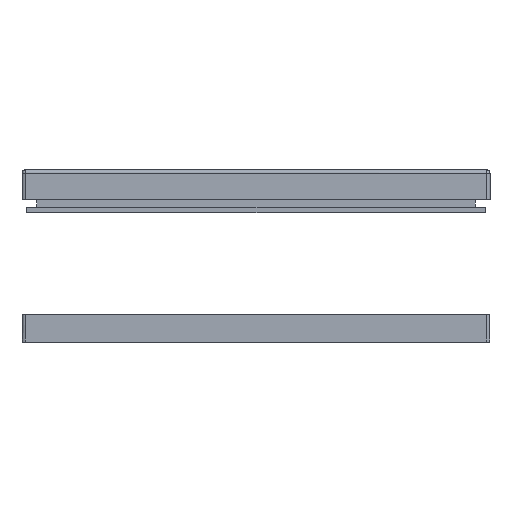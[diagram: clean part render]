
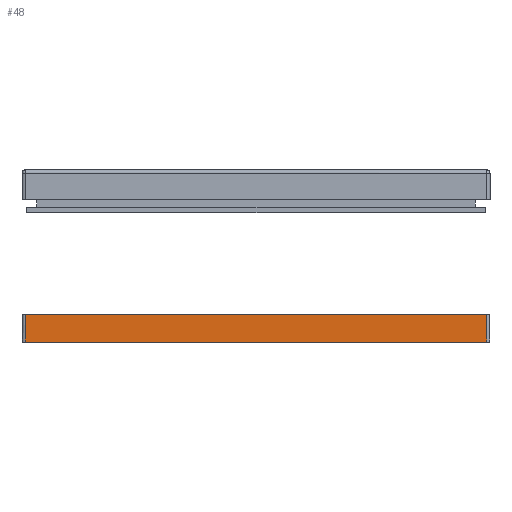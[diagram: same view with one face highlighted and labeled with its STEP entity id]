
A CAD part, front view. The second image highlights one B-rep face of the part: STEP entity #48.
In plain terms, the highlighted free-form (B-spline) face has degree [1, 1] with [2, 2] control points.
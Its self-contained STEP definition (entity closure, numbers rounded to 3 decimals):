
#48=ADVANCED_FACE('',(#129),#2789,.T.);
#129=FACE_OUTER_BOUND('',#216,.T.);
#216=EDGE_LOOP('',(#391,#392,#393,#394));
#391=ORIENTED_EDGE('',*,*,#1834,.F.);
#392=ORIENTED_EDGE('',*,*,#1871,.T.);
#393=ORIENTED_EDGE('',*,*,#1824,.F.);
#394=ORIENTED_EDGE('',*,*,#1872,.T.);
#766=PCURVE('',#2775,#1190);
#779=PCURVE('',#2776,#1203);
#857=PCURVE('',#2789,#1281);
#858=PCURVE('',#2789,#1282);
#859=PCURVE('',#2789,#1283);
#860=PCURVE('',#2789,#1284);
#861=PCURVE('',#2755,#1285);
#865=PCURVE('',#2756,#1289);
#1190=DEFINITIONAL_REPRESENTATION('',(#2053),#5331);
#1203=DEFINITIONAL_REPRESENTATION('',(#2067),#5331);
#1281=DEFINITIONAL_REPRESENTATION('',(#2167),#5331);
#1282=DEFINITIONAL_REPRESENTATION('',(#2169),#5331);
#1283=DEFINITIONAL_REPRESENTATION('',(#2170),#5331);
#1284=DEFINITIONAL_REPRESENTATION('',(#2172),#5331);
#1285=DEFINITIONAL_REPRESENTATION('',(#2173),#5331);
#1289=DEFINITIONAL_REPRESENTATION('',(#2177),#5331);
#1612=SURFACE_CURVE('',#2052,(#766,#859),.PCURVE_S1.);
#1622=SURFACE_CURVE('',#2066,(#779,#857),.PCURVE_S1.);
#1659=SURFACE_CURVE('',#2168,(#858,#865),.PCURVE_S1.);
#1660=SURFACE_CURVE('',#2171,(#860,#861),.PCURVE_S1.);
#1824=EDGE_CURVE('',#2645,#2646,#1612,.T.);
#1834=EDGE_CURVE('',#2648,#2647,#1622,.T.);
#1871=EDGE_CURVE('',#2648,#2646,#1659,.T.);
#1872=EDGE_CURVE('',#2645,#2647,#1660,.T.);
#2052=B_SPLINE_CURVE_WITH_KNOTS('',1,(#3145,#3146),.UNSPECIFIED.,.F.,.F.,
(2,2),(-144.,-1.),.UNSPECIFIED.);
#2053=B_SPLINE_CURVE_WITH_KNOTS('',1,(#3147,#3148),.UNSPECIFIED.,.F.,.F.,
(2,2),(-144.,-1.),.UNSPECIFIED.);
#2066=B_SPLINE_CURVE_WITH_KNOTS('',1,(#3266,#3267),.UNSPECIFIED.,.F.,.F.,
(2,2),(1.,144.),.UNSPECIFIED.);
#2067=B_SPLINE_CURVE_WITH_KNOTS('',1,(#3268,#3269),.UNSPECIFIED.,.F.,.F.,
(2,2),(1.,144.),.UNSPECIFIED.);
#2167=B_SPLINE_CURVE_WITH_KNOTS('',1,(#3622,#3623),.UNSPECIFIED.,.F.,.F.,
(2,2),(1.,144.),.UNSPECIFIED.);
#2168=B_SPLINE_CURVE_WITH_KNOTS('',1,(#3624,#3625),.UNSPECIFIED.,.F.,.F.,
(2,2),(-8.58,0.),.UNSPECIFIED.);
#2169=B_SPLINE_CURVE_WITH_KNOTS('',3,(#3626,#3627,#3628,#3629),
 .UNSPECIFIED.,.F.,.F.,(4,4),(-8.58,0.),.UNSPECIFIED.);
#2170=B_SPLINE_CURVE_WITH_KNOTS('',1,(#3630,#3631),.UNSPECIFIED.,.F.,.F.,
(2,2),(-144.,-1.),.UNSPECIFIED.);
#2171=B_SPLINE_CURVE_WITH_KNOTS('',1,(#3632,#3633),.UNSPECIFIED.,.F.,.F.,
(2,2),(-8.58,0.),.UNSPECIFIED.);
#2172=B_SPLINE_CURVE_WITH_KNOTS('',3,(#3634,#3635,#3636,#3637),
 .UNSPECIFIED.,.F.,.F.,(4,4),(-8.58,0.),.UNSPECIFIED.);
#2173=B_SPLINE_CURVE_WITH_KNOTS('',1,(#3638,#3639),.UNSPECIFIED.,.F.,.F.,
(2,2),(-8.58,0.),.UNSPECIFIED.);
#2177=B_SPLINE_CURVE_WITH_KNOTS('',1,(#3646,#3647),.UNSPECIFIED.,.F.,.F.,
(2,2),(-8.58,0.),.UNSPECIFIED.);
#2645=VERTEX_POINT('',#3014);
#2646=VERTEX_POINT('',#3015);
#2647=VERTEX_POINT('',#3016);
#2648=VERTEX_POINT('',#3017);
#2755=(
BOUNDED_SURFACE()
B_SPLINE_SURFACE(1,2,((#2952,#2953,#2954),(#2955,#2956,#2957)),
 .UNSPECIFIED.,.F.,.F.,.F.)
B_SPLINE_SURFACE_WITH_KNOTS((2,2),(3,3),(-20.2,28.78),(0.,1.571),
 .UNSPECIFIED.)
GEOMETRIC_REPRESENTATION_ITEM()
RATIONAL_B_SPLINE_SURFACE(((1.,0.707,1.),(1.,0.707,
1.)))
REPRESENTATION_ITEM('')
SURFACE()
);
#2756=(
BOUNDED_SURFACE()
B_SPLINE_SURFACE(1,2,((#2958,#2959,#2960),(#2961,#2962,#2963)),
 .UNSPECIFIED.,.F.,.F.,.F.)
B_SPLINE_SURFACE_WITH_KNOTS((2,2),(3,3),(-20.2,28.78),(0.,1.571),
 .UNSPECIFIED.)
GEOMETRIC_REPRESENTATION_ITEM()
RATIONAL_B_SPLINE_SURFACE(((1.,0.707,1.),(1.,0.707,
1.)))
REPRESENTATION_ITEM('')
SURFACE()
);
#2775=B_SPLINE_SURFACE_WITH_KNOTS('',1,1,((#2872,#2873),(#2874,#2875)),
 .UNSPECIFIED.,.F.,.F.,.F.,(2,2),(2,2),(0.,165.),(0.,145.),
 .UNSPECIFIED.);
#2776=B_SPLINE_SURFACE_WITH_KNOTS('',1,1,((#2876,#2877),(#2878,#2879)),
 .UNSPECIFIED.,.F.,.F.,.F.,(2,2),(2,2),(0.,145.),(0.,165.),
 .UNSPECIFIED.);
#2789=B_SPLINE_SURFACE_WITH_KNOTS('',1,1,((#2948,#2949),(#2950,#2951)),
 .UNSPECIFIED.,.F.,.F.,.F.,(2,2),(2,2),(0.,145.),(0.,8.58),
 .UNSPECIFIED.);
#2872=CARTESIAN_POINT('',(-71.,-79.,0.));
#2873=CARTESIAN_POINT('',(74.,-79.,0.));
#2874=CARTESIAN_POINT('',(-71.,86.,0.));
#2875=CARTESIAN_POINT('',(74.,86.,0.));
#2876=CARTESIAN_POINT('',(-71.,-79.,8.58));
#2877=CARTESIAN_POINT('',(-71.,86.,8.58));
#2878=CARTESIAN_POINT('',(74.,-79.,8.58));
#2879=CARTESIAN_POINT('',(74.,86.,8.58));
#2948=CARTESIAN_POINT('',(-71.,-79.,0.));
#2949=CARTESIAN_POINT('',(-71.,-79.,8.58));
#2950=CARTESIAN_POINT('',(74.,-79.,0.));
#2951=CARTESIAN_POINT('',(74.,-79.,8.58));
#2952=CARTESIAN_POINT('',(73.,-79.,28.78));
#2953=CARTESIAN_POINT('',(74.,-79.,28.78));
#2954=CARTESIAN_POINT('',(74.,-78.,28.78));
#2955=CARTESIAN_POINT('',(73.,-79.,-20.2));
#2956=CARTESIAN_POINT('',(74.,-79.,-20.2));
#2957=CARTESIAN_POINT('',(74.,-78.,-20.2));
#2958=CARTESIAN_POINT('',(-70.,-79.,-20.2));
#2959=CARTESIAN_POINT('',(-71.,-79.,-20.2));
#2960=CARTESIAN_POINT('',(-71.,-78.,-20.2));
#2961=CARTESIAN_POINT('',(-70.,-79.,28.78));
#2962=CARTESIAN_POINT('',(-71.,-79.,28.78));
#2963=CARTESIAN_POINT('',(-71.,-78.,28.78));
#3014=CARTESIAN_POINT('',(73.,-79.,0.));
#3015=CARTESIAN_POINT('',(-70.,-79.,0.));
#3016=CARTESIAN_POINT('',(73.,-79.,8.58));
#3017=CARTESIAN_POINT('',(-70.,-79.,8.58));
#3145=CARTESIAN_POINT('',(73.,-79.,0.));
#3146=CARTESIAN_POINT('',(-70.,-79.,0.));
#3147=CARTESIAN_POINT('',(0.,144.));
#3148=CARTESIAN_POINT('',(0.,1.));
#3266=CARTESIAN_POINT('',(-70.,-79.,8.58));
#3267=CARTESIAN_POINT('',(73.,-79.,8.58));
#3268=CARTESIAN_POINT('',(1.,0.));
#3269=CARTESIAN_POINT('',(144.,0.));
#3622=CARTESIAN_POINT('',(1.,8.58));
#3623=CARTESIAN_POINT('',(144.,8.58));
#3624=CARTESIAN_POINT('',(-70.,-79.,8.58));
#3625=CARTESIAN_POINT('',(-70.,-79.,0.));
#3626=CARTESIAN_POINT('',(1.,8.58));
#3627=CARTESIAN_POINT('',(1.,5.72));
#3628=CARTESIAN_POINT('',(1.,2.86));
#3629=CARTESIAN_POINT('',(1.,0.));
#3630=CARTESIAN_POINT('',(144.,0.));
#3631=CARTESIAN_POINT('',(1.,0.));
#3632=CARTESIAN_POINT('',(73.,-79.,0.));
#3633=CARTESIAN_POINT('',(73.,-79.,8.58));
#3634=CARTESIAN_POINT('',(144.,0.));
#3635=CARTESIAN_POINT('',(144.,2.86));
#3636=CARTESIAN_POINT('',(144.,5.72));
#3637=CARTESIAN_POINT('',(144.,8.58));
#3638=CARTESIAN_POINT('',(8.58,0.));
#3639=CARTESIAN_POINT('',(0.,0.));
#3646=CARTESIAN_POINT('',(8.58,0.));
#3647=CARTESIAN_POINT('',(0.,0.));
#5331=(
GEOMETRIC_REPRESENTATION_CONTEXT(2)
PARAMETRIC_REPRESENTATION_CONTEXT()
REPRESENTATION_CONTEXT('pspace','')
);
